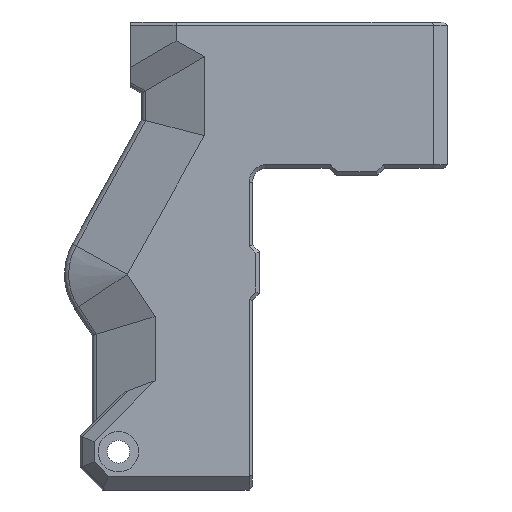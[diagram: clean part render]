
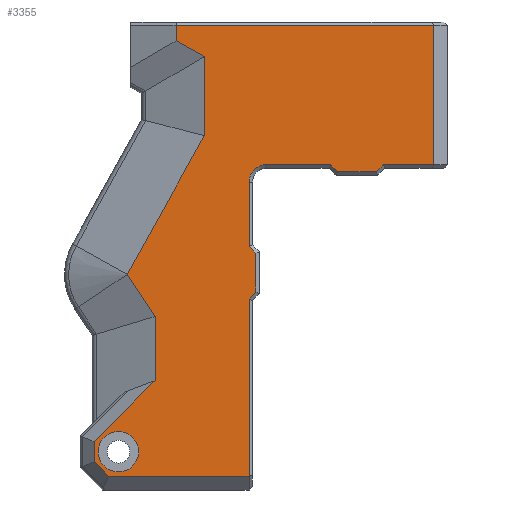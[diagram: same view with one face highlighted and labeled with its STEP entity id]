
A CAD part, left-side view. The second image highlights one B-rep face of the part: STEP entity #3355.
In plain terms, the highlighted planar face has unit normal (-1, 0, 0).
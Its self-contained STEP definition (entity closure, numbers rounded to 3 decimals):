
#26=FACE_BOUND('',#443,.T.);
#43=CIRCLE('',#3597,2.5);
#44=CIRCLE('',#3598,2.9);
#233=FACE_OUTER_BOUND('',#442,.T.);
#442=EDGE_LOOP('',(#2493,#2494,#2495,#2496,#2497,#2498,#2499,#2500,#2501,
#2502,#2503,#2504,#2505,#2506,#2507,#2508,#2509,#2510,#2511,#2512,#2513,
#2514,#2515));
#443=EDGE_LOOP('',(#2516));
#709=LINE('',#5044,#1112);
#726=LINE('',#5095,#1129);
#754=LINE('',#5150,#1157);
#770=LINE('',#5180,#1173);
#772=LINE('',#5184,#1175);
#773=LINE('',#5186,#1176);
#774=LINE('',#5188,#1177);
#775=LINE('',#5190,#1178);
#776=LINE('',#5192,#1179);
#777=LINE('',#5194,#1180);
#778=LINE('',#5196,#1181);
#779=LINE('',#5198,#1182);
#780=LINE('',#5200,#1183);
#781=LINE('',#5202,#1184);
#782=LINE('',#5204,#1185);
#783=LINE('',#5206,#1186);
#784=LINE('',#5208,#1187);
#785=LINE('',#5212,#1188);
#786=LINE('',#5214,#1189);
#787=LINE('',#5216,#1190);
#788=LINE('',#5218,#1191);
#789=LINE('',#5219,#1192);
#1112=VECTOR('',#4037,10.);
#1129=VECTOR('',#4072,10.);
#1157=VECTOR('',#4120,10.);
#1173=VECTOR('',#4148,10.);
#1175=VECTOR('',#4152,10.);
#1176=VECTOR('',#4153,10.);
#1177=VECTOR('',#4154,10.);
#1178=VECTOR('',#4155,10.);
#1179=VECTOR('',#4156,10.);
#1180=VECTOR('',#4157,10.);
#1181=VECTOR('',#4158,10.);
#1182=VECTOR('',#4159,10.);
#1183=VECTOR('',#4160,10.);
#1184=VECTOR('',#4161,10.);
#1185=VECTOR('',#4162,10.);
#1186=VECTOR('',#4163,10.);
#1187=VECTOR('',#4164,10.);
#1188=VECTOR('',#4167,10.);
#1189=VECTOR('',#4168,10.);
#1190=VECTOR('',#4169,10.);
#1191=VECTOR('',#4170,10.);
#1192=VECTOR('',#4171,10.);
#1483=VERTEX_POINT('',#5035);
#1487=VERTEX_POINT('',#5042);
#1502=VERTEX_POINT('',#5094);
#1519=VERTEX_POINT('',#5149);
#1527=VERTEX_POINT('',#5179);
#1528=VERTEX_POINT('',#5183);
#1529=VERTEX_POINT('',#5185);
#1530=VERTEX_POINT('',#5187);
#1531=VERTEX_POINT('',#5189);
#1532=VERTEX_POINT('',#5191);
#1533=VERTEX_POINT('',#5193);
#1534=VERTEX_POINT('',#5195);
#1535=VERTEX_POINT('',#5197);
#1536=VERTEX_POINT('',#5199);
#1537=VERTEX_POINT('',#5201);
#1538=VERTEX_POINT('',#5203);
#1539=VERTEX_POINT('',#5205);
#1540=VERTEX_POINT('',#5207);
#1541=VERTEX_POINT('',#5209);
#1542=VERTEX_POINT('',#5211);
#1543=VERTEX_POINT('',#5213);
#1544=VERTEX_POINT('',#5215);
#1545=VERTEX_POINT('',#5217);
#1546=VERTEX_POINT('',#5220);
#1817=EDGE_CURVE('',#1487,#1483,#709,.T.);
#1838=EDGE_CURVE('',#1483,#1502,#726,.T.);
#1866=EDGE_CURVE('',#1502,#1519,#754,.T.);
#1882=EDGE_CURVE('',#1519,#1527,#770,.T.);
#1884=EDGE_CURVE('',#1528,#1487,#772,.T.);
#1885=EDGE_CURVE('',#1529,#1528,#773,.T.);
#1886=EDGE_CURVE('',#1530,#1529,#774,.T.);
#1887=EDGE_CURVE('',#1531,#1530,#775,.T.);
#1888=EDGE_CURVE('',#1532,#1531,#776,.T.);
#1889=EDGE_CURVE('',#1533,#1532,#777,.T.);
#1890=EDGE_CURVE('',#1534,#1533,#778,.T.);
#1891=EDGE_CURVE('',#1535,#1534,#779,.T.);
#1892=EDGE_CURVE('',#1536,#1535,#780,.T.);
#1893=EDGE_CURVE('',#1537,#1536,#781,.T.);
#1894=EDGE_CURVE('',#1538,#1537,#782,.T.);
#1895=EDGE_CURVE('',#1539,#1538,#783,.T.);
#1896=EDGE_CURVE('',#1540,#1539,#784,.T.);
#1897=EDGE_CURVE('',#1541,#1540,#43,.T.);
#1898=EDGE_CURVE('',#1542,#1541,#785,.T.);
#1899=EDGE_CURVE('',#1543,#1542,#786,.T.);
#1900=EDGE_CURVE('',#1544,#1543,#787,.T.);
#1901=EDGE_CURVE('',#1545,#1544,#788,.T.);
#1902=EDGE_CURVE('',#1527,#1545,#789,.T.);
#1903=EDGE_CURVE('',#1546,#1546,#44,.T.);
#2493=ORIENTED_EDGE('',*,*,#1866,.F.);
#2494=ORIENTED_EDGE('',*,*,#1838,.F.);
#2495=ORIENTED_EDGE('',*,*,#1817,.F.);
#2496=ORIENTED_EDGE('',*,*,#1884,.F.);
#2497=ORIENTED_EDGE('',*,*,#1885,.F.);
#2498=ORIENTED_EDGE('',*,*,#1886,.F.);
#2499=ORIENTED_EDGE('',*,*,#1887,.F.);
#2500=ORIENTED_EDGE('',*,*,#1888,.F.);
#2501=ORIENTED_EDGE('',*,*,#1889,.F.);
#2502=ORIENTED_EDGE('',*,*,#1890,.F.);
#2503=ORIENTED_EDGE('',*,*,#1891,.F.);
#2504=ORIENTED_EDGE('',*,*,#1892,.F.);
#2505=ORIENTED_EDGE('',*,*,#1893,.F.);
#2506=ORIENTED_EDGE('',*,*,#1894,.F.);
#2507=ORIENTED_EDGE('',*,*,#1895,.F.);
#2508=ORIENTED_EDGE('',*,*,#1896,.F.);
#2509=ORIENTED_EDGE('',*,*,#1897,.F.);
#2510=ORIENTED_EDGE('',*,*,#1898,.F.);
#2511=ORIENTED_EDGE('',*,*,#1899,.F.);
#2512=ORIENTED_EDGE('',*,*,#1900,.F.);
#2513=ORIENTED_EDGE('',*,*,#1901,.F.);
#2514=ORIENTED_EDGE('',*,*,#1902,.F.);
#2515=ORIENTED_EDGE('',*,*,#1882,.F.);
#2516=ORIENTED_EDGE('',*,*,#1903,.T.);
#3197=PLANE('',#3596);
#3355=ADVANCED_FACE('',(#233,#26),#3197,.T.);
#3596=AXIS2_PLACEMENT_3D('',#5182,#4150,#4151);
#3597=AXIS2_PLACEMENT_3D('',#5210,#4165,#4166);
#3598=AXIS2_PLACEMENT_3D('',#5221,#4172,#4173);
#4037=DIRECTION('',(0.,0.874,0.486));
#4072=DIRECTION('',(0.,0.,1.));
#4120=DIRECTION('',(0.,-1.,0.));
#4148=DIRECTION('',(0.,0.,-1.));
#4150=DIRECTION('center_axis',(-1.,0.,0.));
#4151=DIRECTION('ref_axis',(0.,0.,
1.));
#4152=DIRECTION('',(0.,0.,1.));
#4153=DIRECTION('',(0.,-0.486,0.874));
#4154=DIRECTION('',(0.,0.552,0.834));
#4155=DIRECTION('',(0.,0.,1.));
#4156=DIRECTION('',(0.,-0.707,0.707));
#4157=DIRECTION('',(0.,0.,1.));
#4158=DIRECTION('',(0.,0.707,0.707));
#4159=DIRECTION('',(0.,1.,0.));
#4160=DIRECTION('',(0.,0.,-1.));
#4161=DIRECTION('',(0.,0.707,-0.707));
#4162=DIRECTION('',(0.,0.,-1.));
#4163=DIRECTION('',(0.,-0.707,-0.707));
#4164=DIRECTION('',(0.,0.,-1.));
#4165=DIRECTION('center_axis',(-1.,0.,0.));
#4166=DIRECTION('ref_axis',(0.,0.707,0.707));
#4167=DIRECTION('',(0.,1.,0.));
#4168=DIRECTION('',(0.,0.707,0.707));
#4169=DIRECTION('',(0.,1.,0.));
#4170=DIRECTION('',(0.,0.707,-0.707));
#4171=DIRECTION('',(0.,1.,0.));
#4172=DIRECTION('center_axis',(1.,0.,0.));
#4173=DIRECTION('ref_axis',(0.,-1.,0.));
#5035=CARTESIAN_POINT('',(-18.,10.485,64.507));
#5042=CARTESIAN_POINT('',(-18.,6.423,62.246));
#5044=CARTESIAN_POINT('',(-18.,-1.743,57.7));
#5094=CARTESIAN_POINT('',(-18.,10.485,66.717));
#5095=CARTESIAN_POINT('',(-18.,10.485,38.959));
#5149=CARTESIAN_POINT('',(-18.,-26.5,66.717));
#5150=CARTESIAN_POINT('',(-18.,-0.611,66.717));
#5179=CARTESIAN_POINT('',(-18.,-26.5,46.717));
#5180=CARTESIAN_POINT('',(-18.,-26.5,37.05));
#5182=CARTESIAN_POINT('Origin',(-18.,8.675,24.7));
#5183=CARTESIAN_POINT('',(-18.,6.423,50.884));
#5184=CARTESIAN_POINT('',(-18.,6.423,40.571));
#5185=CARTESIAN_POINT('',(-18.,17.5,30.95));
#5186=CARTESIAN_POINT('',(-18.,17.786,30.436));
#5187=CARTESIAN_POINT('',(-18.,13.5,24.91));
#5188=CARTESIAN_POINT('',(-18.,13.464,24.856));
#5189=CARTESIAN_POINT('',(-18.,13.5,15.7));
#5190=CARTESIAN_POINT('',(-18.,13.5,17.114));
#5191=CARTESIAN_POINT('',(-18.,22.25,6.95));
#5192=CARTESIAN_POINT('',(-18.,14.712,14.488));
#5193=CARTESIAN_POINT('',(-18.,22.25,4.05));
#5194=CARTESIAN_POINT('',(-18.,22.25,13.961));
#5195=CARTESIAN_POINT('',(-18.,20.2,2.));
#5196=CARTESIAN_POINT('',(-18.,22.701,4.501));
#5197=CARTESIAN_POINT('',(-18.,0.,2.));
#5198=CARTESIAN_POINT('',(-18.,4.087,2.));
#5199=CARTESIAN_POINT('',(-18.,0.,27.424));
#5200=CARTESIAN_POINT('',(-18.,0.,26.459));
#5201=CARTESIAN_POINT('',(-18.,-1.,28.424));
#5202=CARTESIAN_POINT('',(-18.,2.277,25.148));
#5203=CARTESIAN_POINT('',(-18.,-1.,34.01));
#5204=CARTESIAN_POINT('',(-18.,-1.,29.459));
#5205=CARTESIAN_POINT('',(-18.,0.,35.01));
#5206=CARTESIAN_POINT('',(-18.,-0.482,34.528));
#5207=CARTESIAN_POINT('',(-18.,0.,44.217));
#5208=CARTESIAN_POINT('',(-18.,0.,26.459));
#5209=CARTESIAN_POINT('',(-18.,-2.5,46.717));
#5210=CARTESIAN_POINT('Origin',(-18.,-2.5,44.217));
#5211=CARTESIAN_POINT('',(-18.,-11.707,46.717));
#5212=CARTESIAN_POINT('',(-18.,-1.413,46.717));
#5213=CARTESIAN_POINT('',(-18.,-12.707,45.717));
#5214=CARTESIAN_POINT('',(-18.,-12.439,45.985));
#5215=CARTESIAN_POINT('',(-18.,-18.293,45.717));
#5216=CARTESIAN_POINT('',(-18.,-3.025,45.717));
#5217=CARTESIAN_POINT('',(-18.,-19.293,46.717));
#5218=CARTESIAN_POINT('',(-18.,-6.473,33.898));
#5219=CARTESIAN_POINT('',(-18.,-1.413,46.717));
#5220=CARTESIAN_POINT('',(-18.,21.65,5.5));
#5221=CARTESIAN_POINT('Origin',(-18.,18.75,5.5));
